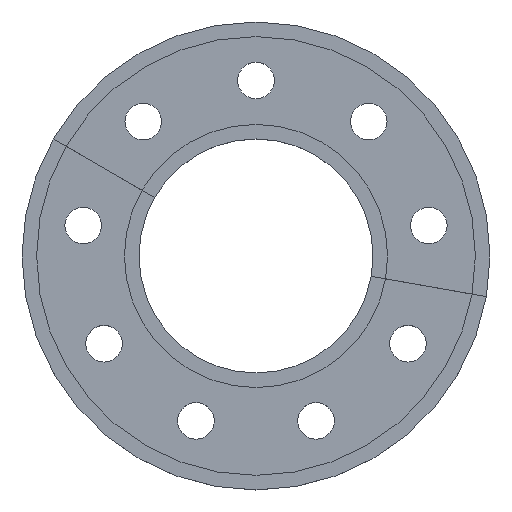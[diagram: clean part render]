
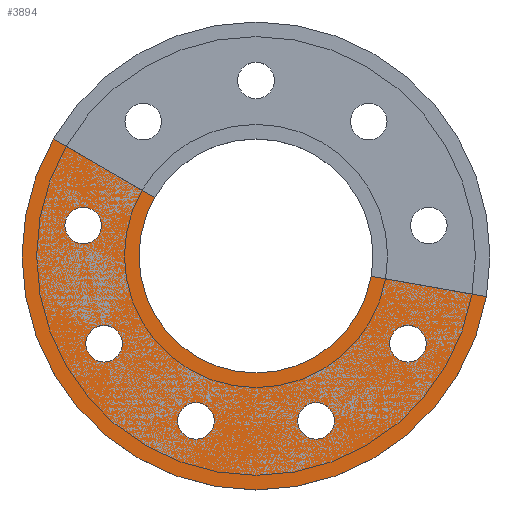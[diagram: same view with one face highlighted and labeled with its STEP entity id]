
A CAD part, top view. The second image highlights one B-rep face of the part: STEP entity #3894.
In plain terms, the highlighted planar face has unit normal (0, 0, 1).
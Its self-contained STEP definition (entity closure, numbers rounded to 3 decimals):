
#251=FACE_BOUND('',#825,.T.);
#252=FACE_BOUND('',#826,.T.);
#253=FACE_BOUND('',#827,.T.);
#254=FACE_BOUND('',#828,.T.);
#255=FACE_BOUND('',#829,.T.);
#389=PLANE('',#4486);
#534=FACE_OUTER_BOUND('',#824,.T.);
#824=EDGE_LOOP('',(#3133,#3134,#3135,#3136));
#825=EDGE_LOOP('',(#3137));
#826=EDGE_LOOP('',(#3138));
#827=EDGE_LOOP('',(#3139));
#828=EDGE_LOOP('',(#3140));
#829=EDGE_LOOP('',(#3141));
#1150=LINE('',#6547,#1400);
#1154=LINE('',#6559,#1404);
#1400=VECTOR('',#5346,10.);
#1404=VECTOR('',#5358,10.);
#1647=CIRCLE('',#4464,3.969);
#1649=CIRCLE('',#4467,3.969);
#1651=CIRCLE('',#4470,3.969);
#1653=CIRCLE('',#4473,3.969);
#1655=CIRCLE('',#4476,3.969);
#1658=CIRCLE('',#4481,50.8);
#1660=CIRCLE('',#4485,25.4);
#1943=VERTEX_POINT('',#6511);
#1945=VERTEX_POINT('',#6517);
#1947=VERTEX_POINT('',#6523);
#1949=VERTEX_POINT('',#6529);
#1951=VERTEX_POINT('',#6535);
#1955=VERTEX_POINT('',#6544);
#1956=VERTEX_POINT('',#6546);
#1958=VERTEX_POINT('',#6552);
#1960=VERTEX_POINT('',#6558);
#2359=EDGE_CURVE('',#1943,#1943,#1647,.T.);
#2362=EDGE_CURVE('',#1945,#1945,#1649,.T.);
#2365=EDGE_CURVE('',#1947,#1947,#1651,.T.);
#2368=EDGE_CURVE('',#1949,#1949,#1653,.T.);
#2371=EDGE_CURVE('',#1951,#1951,#1655,.T.);
#2376=EDGE_CURVE('',#1956,#1955,#1150,.T.);
#2379=EDGE_CURVE('',#1958,#1956,#1658,.T.);
#2382=EDGE_CURVE('',#1960,#1958,#1154,.T.);
#2385=EDGE_CURVE('',#1955,#1960,#1660,.T.);
#3133=ORIENTED_EDGE('',*,*,#2385,.T.);
#3134=ORIENTED_EDGE('',*,*,#2382,.T.);
#3135=ORIENTED_EDGE('',*,*,#2379,.T.);
#3136=ORIENTED_EDGE('',*,*,#2376,.T.);
#3137=ORIENTED_EDGE('',*,*,#2371,.T.);
#3138=ORIENTED_EDGE('',*,*,#2368,.T.);
#3139=ORIENTED_EDGE('',*,*,#2365,.T.);
#3140=ORIENTED_EDGE('',*,*,#2362,.T.);
#3141=ORIENTED_EDGE('',*,*,#2359,.T.);
#3894=ADVANCED_FACE('',(#534,#251,#252,#253,#254,#255),#389,.T.);
#4464=AXIS2_PLACEMENT_3D('',#6512,#5309,#5310);
#4467=AXIS2_PLACEMENT_3D('',#6518,#5316,#5317);
#4470=AXIS2_PLACEMENT_3D('',#6524,#5323,#5324);
#4473=AXIS2_PLACEMENT_3D('',#6530,#5330,#5331);
#4476=AXIS2_PLACEMENT_3D('',#6536,#5337,#5338);
#4481=AXIS2_PLACEMENT_3D('',#6553,#5352,#5353);
#4485=AXIS2_PLACEMENT_3D('',#6563,#5364,#5365);
#4486=AXIS2_PLACEMENT_3D('',#6564,#5366,#5367);
#5309=DIRECTION('center_axis',(0.,0.,-1.));
#5310=DIRECTION('ref_axis',(1.,0.,0.));
#5316=DIRECTION('center_axis',(0.,0.,-1.));
#5317=DIRECTION('ref_axis',(1.,0.,0.));
#5323=DIRECTION('center_axis',(0.,0.,-1.));
#5324=DIRECTION('ref_axis',(1.,0.,0.));
#5330=DIRECTION('center_axis',(0.,0.,-1.));
#5331=DIRECTION('ref_axis',(1.,0.,0.));
#5337=DIRECTION('center_axis',(0.,0.,-1.));
#5338=DIRECTION('ref_axis',(1.,0.,0.));
#5346=DIRECTION('',(-0.985,0.174,0.));
#5352=DIRECTION('center_axis',(0.,0.,1.));
#5353=DIRECTION('ref_axis',(1.,0.,0.));
#5358=DIRECTION('',(-0.866,0.5,0.));
#5364=DIRECTION('center_axis',(0.,0.,-1.));
#5365=DIRECTION('ref_axis',(1.,0.,0.));
#5366=DIRECTION('center_axis',(0.,0.,1.));
#5367=DIRECTION('ref_axis',(1.,0.,0.));
#6511=CARTESIAN_POINT('',(-17.,-35.802,5.));
#6512=CARTESIAN_POINT('Origin',(-13.031,-35.802,5.));
#6517=CARTESIAN_POINT('',(9.062,-35.802,5.));
#6518=CARTESIAN_POINT('Origin',(13.031,-35.802,5.));
#6523=CARTESIAN_POINT('',(29.027,-19.05,5.));
#6524=CARTESIAN_POINT('Origin',(32.996,-19.05,5.));
#6529=CARTESIAN_POINT('',(-36.964,-19.05,5.));
#6530=CARTESIAN_POINT('Origin',(-32.996,-19.05,5.));
#6535=CARTESIAN_POINT('',(-41.49,6.616,5.));
#6536=CARTESIAN_POINT('Origin',(-37.521,6.616,5.));
#6544=CARTESIAN_POINT('',(25.014,-4.411,5.));
#6546=CARTESIAN_POINT('',(50.028,-8.821,5.));
#6547=CARTESIAN_POINT('',(25.014,-4.411,5.));
#6552=CARTESIAN_POINT('',(-43.994,25.4,5.));
#6553=CARTESIAN_POINT('Origin',(0.,0.,
5.));
#6558=CARTESIAN_POINT('',(-21.997,12.7,5.));
#6559=CARTESIAN_POINT('',(-21.997,12.7,5.));
#6563=CARTESIAN_POINT('Origin',(0.,0.,
5.));
#6564=CARTESIAN_POINT('Origin',(0.,0.,5.));
